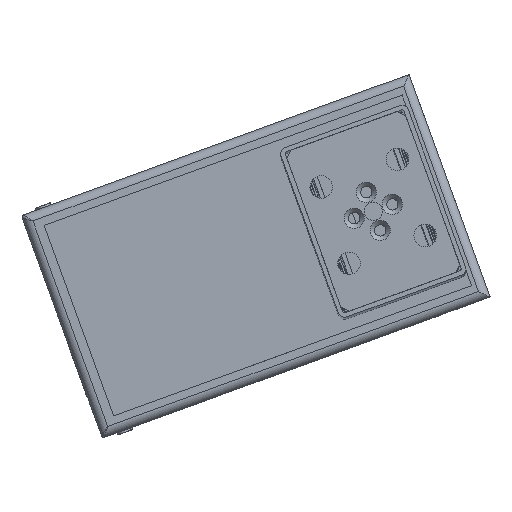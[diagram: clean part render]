
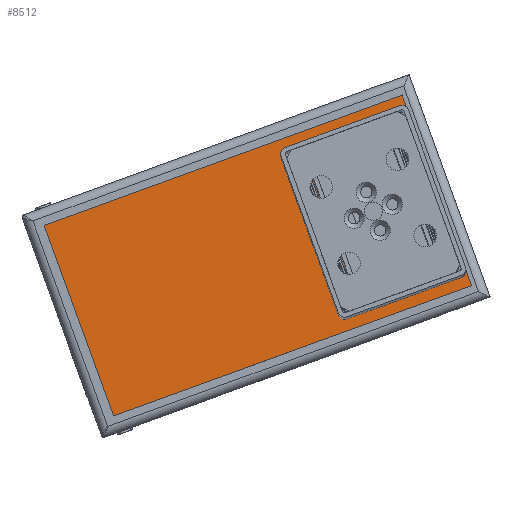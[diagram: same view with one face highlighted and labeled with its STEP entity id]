
A CAD part, top view. The second image highlights one B-rep face of the part: STEP entity #8512.
In plain terms, the highlighted face is planar.
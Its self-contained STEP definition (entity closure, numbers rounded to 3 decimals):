
#80 = VERTEX_POINT ( 'NONE', #38022 ) ;
#81 = VERTEX_POINT ( 'NONE', #38023 ) ;
#82 = VERTEX_POINT ( 'NONE', #38024 ) ;
#83 = VERTEX_POINT ( 'NONE', #38025 ) ;
#161 = VERTEX_POINT ( 'NONE', #38095 ) ;
#162 = VERTEX_POINT ( 'NONE', #38096 ) ;
#173 = VERTEX_POINT ( 'NONE', #38107 ) ;
#174 = VERTEX_POINT ( 'NONE', #38108 ) ;
#185 = VERTEX_POINT ( 'NONE', #38119 ) ;
#186 = VERTEX_POINT ( 'NONE', #38120 ) ;
#659 = AXIS2_PLACEMENT_3D ( 'NONE', #38854, #38855, #38856 ) ;
#660 = AXIS2_PLACEMENT_3D ( 'NONE', #38842, #38849, #38850 ) ;
#661 = AXIS2_PLACEMENT_3D ( 'NONE', #38851, #38852, #38853 ) ;
#664 = AXIS2_PLACEMENT_3D ( 'NONE', #38848, #38860, #38861 ) ;
#684 = AXIS2_PLACEMENT_3D ( 'NONE', #46775, #46782, #46783 ) ;
#688 = AXIS2_PLACEMENT_3D ( 'NONE', #46754, #46770, #46771 ) ;
#690 = AXIS2_PLACEMENT_3D ( 'NONE', #46769, #46776, #46777 ) ;
#691 = AXIS2_PLACEMENT_3D ( 'NONE', #46772, #46778, #46779 ) ;
#825 = AXIS2_PLACEMENT_3D ( 'NONE', #23022, #23039, #23040 ) ;
#3139 = ORIENTED_EDGE ( 'NONE', *, *, #3625, .F. ) ;
#3140 = ORIENTED_EDGE ( 'NONE', *, *, #3642, .F. ) ;
#3141 = ORIENTED_EDGE ( 'NONE', *, *, #3639, .F. ) ;
#3142 = ORIENTED_EDGE ( 'NONE', *, *, #3646, .F. ) ;
#3143 = ORIENTED_EDGE ( 'NONE', *, *, #3597, .F. ) ;
#3145 = ORIENTED_EDGE ( 'NONE', *, *, #3643, .F. ) ;
#3146 = ORIENTED_EDGE ( 'NONE', *, *, #3611, .F. ) ;
#3147 = ORIENTED_EDGE ( 'NONE', *, *, #3644, .F. ) ;
#3148 = ORIENTED_EDGE ( 'NONE', *, *, #3796, .T. ) ;
#3149 = ORIENTED_EDGE ( 'NONE', *, *, #3801, .T. ) ;
#3150 = ORIENTED_EDGE ( 'NONE', *, *, #3791, .T. ) ;
#3151 = ORIENTED_EDGE ( 'NONE', *, *, #3799, .T. ) ;
#3152 = ORIENTED_EDGE ( 'NONE', *, *, #3787, .T. ) ;
#3153 = ORIENTED_EDGE ( 'NONE', *, *, #3789, .T. ) ;
#3154 = ORIENTED_EDGE ( 'NONE', *, *, #3782, .T. ) ;
#3155 = ORIENTED_EDGE ( 'NONE', *, *, #3794, .T. ) ;
#3597 = EDGE_CURVE ( 'NONE', #186, #185, #8697, .T. ) ;
#3611 = EDGE_CURVE ( 'NONE', #174, #173, #8722, .T. ) ;
#3625 = EDGE_CURVE ( 'NONE', #162, #161, #8749, .T. ) ;
#3639 = EDGE_CURVE ( 'NONE', #50272, #50271, #9362, .T. ) ;
#3642 = EDGE_CURVE ( 'NONE', #161, #50272, #9373, .T. ) ;
#3643 = EDGE_CURVE ( 'NONE', #185, #174, #9374, .T. ) ;
#3644 = EDGE_CURVE ( 'NONE', #173, #162, #9375, .T. ) ;
#3646 = EDGE_CURVE ( 'NONE', #50271, #186, #9378, .T. ) ;
#3782 = EDGE_CURVE ( 'NONE', #26767, #26767, #9617, .T. ) ;
#3787 = EDGE_CURVE ( 'NONE', #26771, #26771, #9619, .T. ) ;
#3789 = EDGE_CURVE ( 'NONE', #26773, #26773, #9621, .T. ) ;
#3791 = EDGE_CURVE ( 'NONE', #82, #81, #9616, .T. ) ;
#3794 = EDGE_CURVE ( 'NONE', #26775, #26775, #9624, .T. ) ;
#3796 = EDGE_CURVE ( 'NONE', #80, #83, #9588, .T. ) ;
#3799 = EDGE_CURVE ( 'NONE', #83, #82, #9599, .T. ) ;
#3801 = EDGE_CURVE ( 'NONE', #81, #80, #9627, .T. ) ;
#8512 = ADVANCED_FACE ( 'NONE', ( #48874, #48870, #48877, #48882, #48851, #48866 ), #23030, .F. ) ;
#8697 = LINE ( 'NONE', #38745, #8703 ) ;
#8703 = VECTOR ( 'NONE', #38753, 1000. ) ;
#8722 = LINE ( 'NONE', #38775, #8728 ) ;
#8728 = VECTOR ( 'NONE', #38783, 1000. ) ;
#8749 = LINE ( 'NONE', #38805, #8755 ) ;
#8755 = VECTOR ( 'NONE', #38813, 1000. ) ;
#9362 = LINE ( 'NONE', #38835, #9368 ) ;
#9368 = VECTOR ( 'NONE', #38843, 1000. ) ;
#9373 = CIRCLE ( 'NONE', #660, 3. ) ;
#9374 = CIRCLE ( 'NONE', #661, 3. ) ;
#9375 = CIRCLE ( 'NONE', #659, 3. ) ;
#9378 = CIRCLE ( 'NONE', #664, 3. ) ;
#9588 = LINE ( 'NONE', #46784, #9623 ) ;
#9599 = LINE ( 'NONE', #46787, #9626 ) ;
#9616 = LINE ( 'NONE', #46780, #9620 ) ;
#9617 = CIRCLE ( 'NONE', #688, 2.5 ) ;
#9619 = CIRCLE ( 'NONE', #690, 2.5 ) ;
#9620 = VECTOR ( 'NONE', #46781, 1000. ) ;
#9621 = CIRCLE ( 'NONE', #691, 2.5 ) ;
#9623 = VECTOR ( 'NONE', #46785, 1000. ) ;
#9624 = CIRCLE ( 'NONE', #684, 2.5 ) ;
#9626 = VECTOR ( 'NONE', #46788, 1000. ) ;
#9627 = LINE ( 'NONE', #46789, #9628 ) ;
#9628 = VECTOR ( 'NONE', #46790, 1000. ) ;
#11567 = EDGE_LOOP ( 'NONE', ( #3155 ) ) ;
#23022 = CARTESIAN_POINT ( 'NONE',  ( 139., 7., -45. ) ) ;
#23030 = PLANE ( 'NONE',  #825 ) ;
#23039 = DIRECTION ( 'NONE',  ( 0., -1., 0. ) ) ;
#23040 = DIRECTION ( 'NONE',  ( 0., 0., -1. ) ) ;
#26767 = VERTEX_POINT ( 'NONE', #26768 ) ;
#26768 = CARTESIAN_POINT ( 'NONE',  ( 15., 7., -40. ) ) ;
#26771 = VERTEX_POINT ( 'NONE', #26772 ) ;
#26772 = CARTESIAN_POINT ( 'NONE',  ( -15., 7., 35. ) ) ;
#26773 = VERTEX_POINT ( 'NONE', #26774 ) ;
#26774 = CARTESIAN_POINT ( 'NONE',  ( 15., 7., 35. ) ) ;
#26775 = VERTEX_POINT ( 'NONE', #26776 ) ;
#26776 = CARTESIAN_POINT ( 'NONE',  ( -15., 7., -40. ) ) ;
#38022 = CARTESIAN_POINT ( 'NONE',  ( 139., 7., 45. ) ) ;
#38023 = CARTESIAN_POINT ( 'NONE',  ( -30., 7., 45. ) ) ;
#38024 = CARTESIAN_POINT ( 'NONE',  ( -30., 7., -45. ) ) ;
#38025 = CARTESIAN_POINT ( 'NONE',  ( 139., 7., -45. ) ) ;
#38095 = CARTESIAN_POINT ( 'NONE',  ( -20., 7., 27. ) ) ;
#38096 = CARTESIAN_POINT ( 'NONE',  ( -20., 7., -27. ) ) ;
#38107 = CARTESIAN_POINT ( 'NONE',  ( -17., 7., -30. ) ) ;
#38108 = CARTESIAN_POINT ( 'NONE',  ( 17., 7., -30. ) ) ;
#38119 = CARTESIAN_POINT ( 'NONE',  ( 20., 7., -27. ) ) ;
#38120 = CARTESIAN_POINT ( 'NONE',  ( 20., 7., 27. ) ) ;
#38745 = CARTESIAN_POINT ( 'NONE',  ( 20., 7., -27. ) ) ;
#38753 = DIRECTION ( 'NONE',  ( 0., 0., -1. ) ) ;
#38775 = CARTESIAN_POINT ( 'NONE',  ( -17., 7., -30. ) ) ;
#38783 = DIRECTION ( 'NONE',  ( -1., 0., 0. ) ) ;
#38805 = CARTESIAN_POINT ( 'NONE',  ( -20., 7., 27. ) ) ;
#38813 = DIRECTION ( 'NONE',  ( 0., 0., 1. ) ) ;
#38835 = CARTESIAN_POINT ( 'NONE',  ( 17., 7., 30. ) ) ;
#38842 = CARTESIAN_POINT ( 'NONE',  ( -17., 7., 27. ) ) ;
#38843 = DIRECTION ( 'NONE',  ( 1., 0., 0. ) ) ;
#38848 = CARTESIAN_POINT ( 'NONE',  ( 17., 7., 27. ) ) ;
#38849 = DIRECTION ( 'NONE',  ( 0., 1., 0. ) ) ;
#38850 = DIRECTION ( 'NONE',  ( 0., 0., 1. ) ) ;
#38851 = CARTESIAN_POINT ( 'NONE',  ( 17., 7., -27. ) ) ;
#38852 = DIRECTION ( 'NONE',  ( 0., 1., 0. ) ) ;
#38853 = DIRECTION ( 'NONE',  ( 0., 0., 1. ) ) ;
#38854 = CARTESIAN_POINT ( 'NONE',  ( -17., 7., -27. ) ) ;
#38855 = DIRECTION ( 'NONE',  ( 0., 1., 0. ) ) ;
#38856 = DIRECTION ( 'NONE',  ( 0., 0., 1. ) ) ;
#38860 = DIRECTION ( 'NONE',  ( 0., 1., 0. ) ) ;
#38861 = DIRECTION ( 'NONE',  ( 0., 0., 1. ) ) ;
#40315 = EDGE_LOOP ( 'NONE', ( #3147, #3146, #3145, #3143, #3142, #3141, #3140, #3139 ) ) ;
#40316 = EDGE_LOOP ( 'NONE', ( #3151, #3150, #3149, #3148 ) ) ;
#40317 = EDGE_LOOP ( 'NONE', ( #3152 ) ) ;
#40318 = EDGE_LOOP ( 'NONE', ( #3153 ) ) ;
#40319 = EDGE_LOOP ( 'NONE', ( #3154 ) ) ;
#46754 = CARTESIAN_POINT ( 'NONE',  ( 15., 7., -37.5 ) ) ;
#46769 = CARTESIAN_POINT ( 'NONE',  ( -15., 7., 37.5 ) ) ;
#46770 = DIRECTION ( 'NONE',  ( 0., -1., 0. ) ) ;
#46771 = DIRECTION ( 'NONE',  ( 0., 0., -1. ) ) ;
#46772 = CARTESIAN_POINT ( 'NONE',  ( 15., 7., 37.5 ) ) ;
#46775 = CARTESIAN_POINT ( 'NONE',  ( -15., 7., -37.5 ) ) ;
#46776 = DIRECTION ( 'NONE',  ( 0., -1., 0. ) ) ;
#46777 = DIRECTION ( 'NONE',  ( 0., 0., -1. ) ) ;
#46778 = DIRECTION ( 'NONE',  ( 0., -1., 0. ) ) ;
#46779 = DIRECTION ( 'NONE',  ( 0., 0., -1. ) ) ;
#46780 = CARTESIAN_POINT ( 'NONE',  ( -30., 7., -45. ) ) ;
#46781 = DIRECTION ( 'NONE',  ( 0., 0., 1. ) ) ;
#46782 = DIRECTION ( 'NONE',  ( 0., -1., 0. ) ) ;
#46783 = DIRECTION ( 'NONE',  ( 0., 0., -1. ) ) ;
#46784 = CARTESIAN_POINT ( 'NONE',  ( 139., 7., -45. ) ) ;
#46785 = DIRECTION ( 'NONE',  ( 0., 0., -1. ) ) ;
#46787 = CARTESIAN_POINT ( 'NONE',  ( -30., 7., -45. ) ) ;
#46788 = DIRECTION ( 'NONE',  ( -1., 0., 0. ) ) ;
#46789 = CARTESIAN_POINT ( 'NONE',  ( -30., 7., 45. ) ) ;
#46790 = DIRECTION ( 'NONE',  ( 1., 0., 0. ) ) ;
#48851 = FACE_OUTER_BOUND ( 'NONE', #40316, .T. ) ;
#48866 = FACE_BOUND ( 'NONE', #40315, .T. ) ;
#48870 = FACE_BOUND ( 'NONE', #40319, .T. ) ;
#48874 = FACE_BOUND ( 'NONE', #11567, .T. ) ;
#48877 = FACE_BOUND ( 'NONE', #40318, .T. ) ;
#48882 = FACE_BOUND ( 'NONE', #40317, .T. ) ;
#50201 = CARTESIAN_POINT ( 'NONE',  ( 17., 7., 30. ) ) ;
#50202 = CARTESIAN_POINT ( 'NONE',  ( -17., 7., 30. ) ) ;
#50271 = VERTEX_POINT ( 'NONE', #50201 ) ;
#50272 = VERTEX_POINT ( 'NONE', #50202 ) ;
